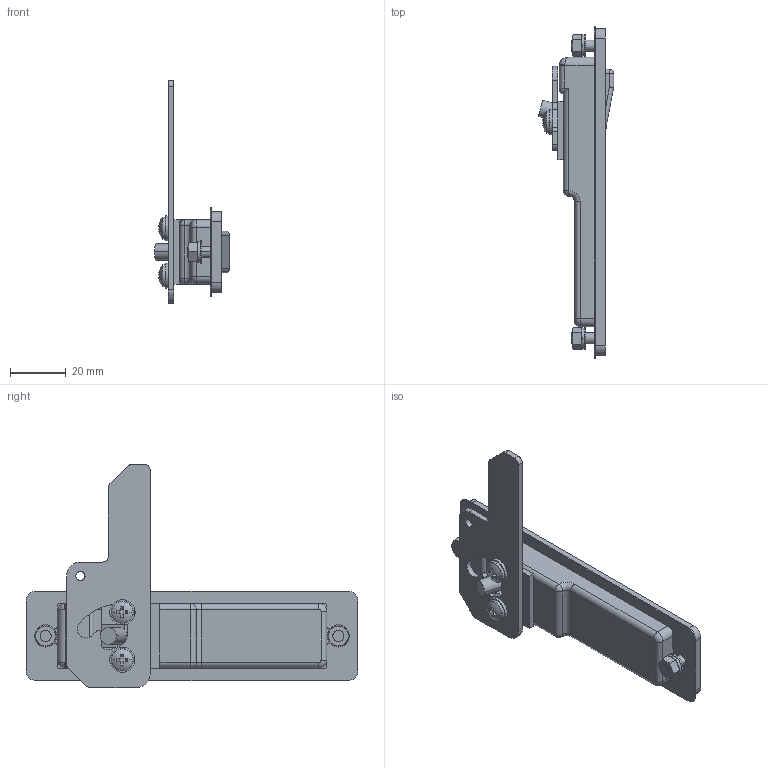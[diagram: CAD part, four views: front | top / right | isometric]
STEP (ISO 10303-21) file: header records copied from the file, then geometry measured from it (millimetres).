
FILE_DESCRIPTION (( 'STEP AP203' ), '1' );
FILE_NAME ('sone3D.STEP', '2017-11-17T09:06:35', ( '' ), ( '' ), 'SwSTEP 2.0', 'SolidWorks 2014', '' );
FILE_SCHEMA (( 'CONFIG_CONTROL_DESIGN' ));
Length unit declared in the file: millimetre
Products named in the file (11): A-1700-2僗儁乕僒乕_; A-1700-2本体_; A-1700-2偹偠M4__M4亊6; A-1700-2僴儞僪儖__A-1700-2-2; sone3D; A-1700-2止金_; A-1700-2パッキン_; A-1700-2ƒiƒbƒgM4__JIS B 1181 Hexagon nut - Class 2 Finished M4 --N; A-1700-2スプリングワッシャーM4__JIS B 1251 No.2 4; A-1700-2暯儚僢僔儍乕M4__JIS B 1256 Small circular 4; A-1700-2M4僫僢僩_
Assembly tree (13 placements, depth 3):
  sone3D
    A-1700-2本体_
    A-1700-2僴儞僪儖__A-1700-2-2
    A-1700-2止金_
    A-1700-2パッキン_
    A-1700-2M4僫僢僩_  x2
      A-1700-2ƒiƒbƒgM4__JIS B 1181 Hexagon nut - Class 2 Finished M4 --N
      A-1700-2スプリングワッシャーM4__JIS B 1251 No.2 4
      A-1700-2暯儚僢僔儍乕M4__JIS B 1256 Small circular 4
    A-1700-2僗儁乕僒乕_  x2
    A-1700-2偹偠M4__M4亊6  x2
Bounding box: 26.98 x 119 x 80 mm (x, y, z)
Volume: 25923.1 mm3; surface area: 27130.5 mm2
Topology: 14 solids, 14 shells, 337 faces, 827 edges, 513 vertices
Faces by surface type: plane 154, cylinder 137, torus 14, cone 14, bspline 10, sphere 8
Entity records: 9968 total; most frequent: CARTESIAN_POINT 2086, DIRECTION 1453, ORIENTED_EDGE 1354, EDGE_CURVE 677, AXIS2_PLACEMENT_3D 538, VERTEX_POINT 425, LINE 377, VECTOR 377
